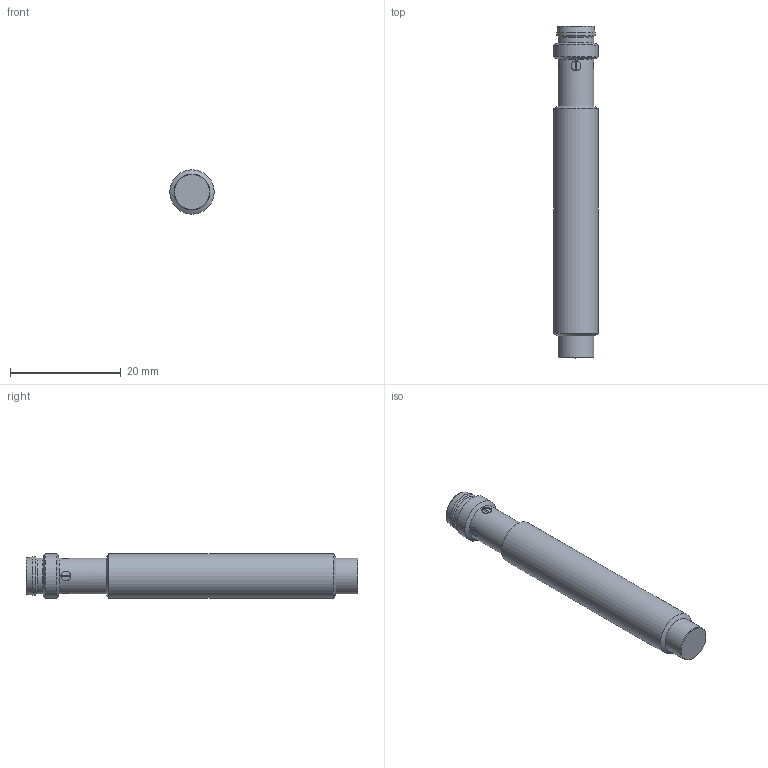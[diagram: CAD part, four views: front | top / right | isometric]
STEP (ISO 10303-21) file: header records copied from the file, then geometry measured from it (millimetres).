
FILE_DESCRIPTION (( 'STEP AP214' ), '1' );
FILE_NAME ('DW-AS-713-M8-001.STEP', '2018-04-18T10:36:17', ( '' ), ( '' ), 'SwSTEP 2.0', 'SolidWorks 2017', '' );
FILE_SCHEMA (( 'AUTOMOTIVE_DESIGN' ));
Length unit declared in the file: inch
Products named in the file (1): DW-AS-713-M8-001
Bounding box: 8 x 60 x 8 mm (x, y, z)
Volume: 2617.3 mm3; surface area: 1685.6 mm2
Topology: 1 solids, 1 shells, 49 faces, 124 edges, 82 vertices
Faces by surface type: cylinder 22, plane 15, cone 8, sphere 3, bspline 1
Full cylindrical faces by diameter (mm): 1.001 x3, 1.8 x4, 6 x1, 6.5 x3, 6.9 x1, 8 x2
Entity records: 1512 total; most frequent: CARTESIAN_POINT 575, DIRECTION 188, ORIENTED_EDGE 138, EDGE_LOOP 84, AXIS2_PLACEMENT_3D 80, EDGE_CURVE 69, FACE_OUTER_BOUND 64, VERTEX_POINT 57
